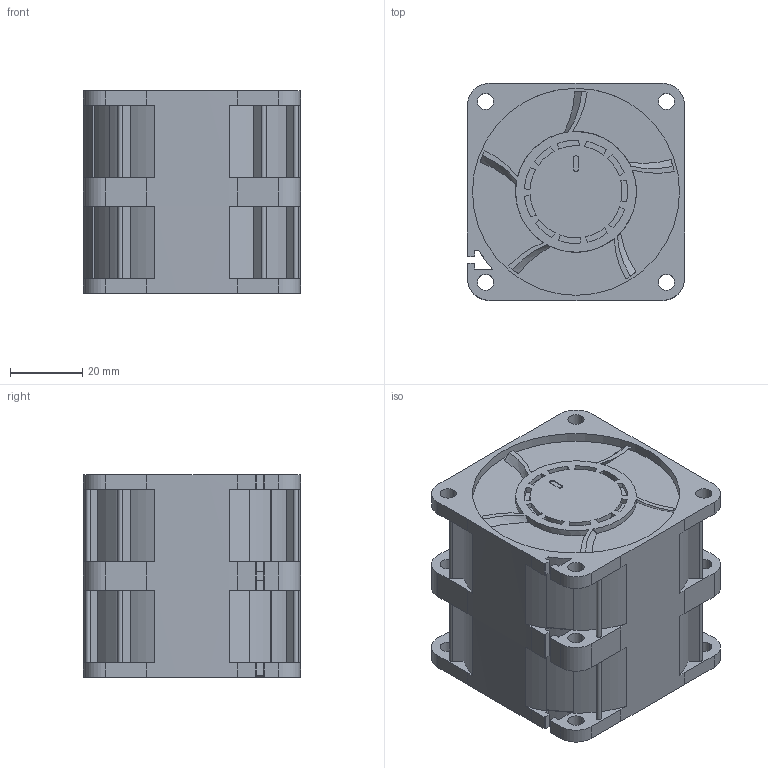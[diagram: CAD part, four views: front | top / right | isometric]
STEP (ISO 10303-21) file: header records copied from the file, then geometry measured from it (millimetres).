
FILE_DESCRIPTION((''),'2;1');
FILE_NAME('PRT0006','2015-03-17T',('DURANT.QIAN'),(''),'CREO PARAMETRIC BY PTC INC, 2014440','CREO PARAMETRIC BY PTC INC, 2014440','');
FILE_SCHEMA(('CONFIG_CONTROL_DESIGN'));
Length unit declared in the file: millimetre
Products named in the file (1): PRT0006
Bounding box: 60.18 x 60.18 x 56 mm (x, y, z)
Volume: 163008.2 mm3; surface area: 28307.8 mm2
Topology: 1 solids, 6 shells, 469 faces, 1337 edges, 872 vertices
Faces by surface type: plane 204, cylinder 193, bspline 60, torus 8, cone 4
Entity records: 23079 total; most frequent: CARTESIAN_POINT 11188, ORIENTED_EDGE 2610, DIRECTION 2332, EDGE_CURVE 1305, VERTEX_POINT 872, AXIS2_PLACEMENT_3D 869, VECTOR 594, LINE 594
